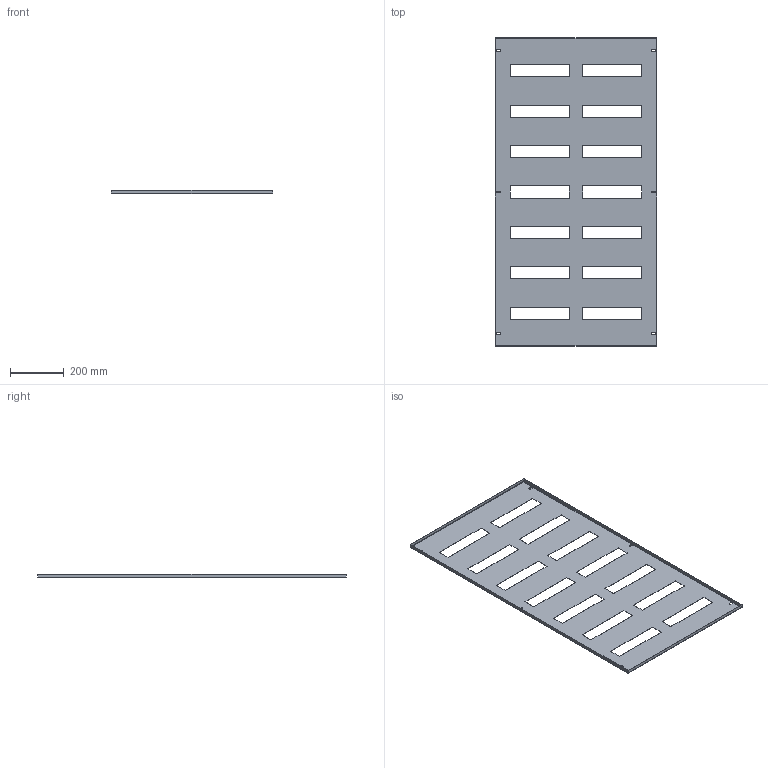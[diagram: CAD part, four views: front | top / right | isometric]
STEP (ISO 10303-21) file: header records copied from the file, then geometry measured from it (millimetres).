
FILE_DESCRIPTION (( 'STEP AP214' ), '1' );
FILE_NAME ('Ïëàñòðîí íà 168 ìîäóëåé.STEP', '2022-02-06T19:14:47', ( '' ), ( '' ), 'SwSTEP 2.0', 'SolidWorks 2021', '' );
FILE_SCHEMA (( 'AUTOMOTIVE_DESIGN' ));
Length unit declared in the file: millimetre
Products named in the file (1): Ïëàñòðîí íà 168 ìîäóëåé
Bounding box: 599 x 1146.58 x 12.9 mm (x, y, z)
Volume: 583735.2 mm3; surface area: 1178735.2 mm2
Topology: 1 solids, 1 shells, 124 faces, 334 edges, 212 vertices
Faces by surface type: plane 90, cylinder 26, bspline 8
Entity records: 4344 total; most frequent: CARTESIAN_POINT 1159, ORIENTED_EDGE 668, DIRECTION 588, EDGE_CURVE 334, VECTOR 282, LINE 282, VERTEX_POINT 212, EDGE_LOOP 164
